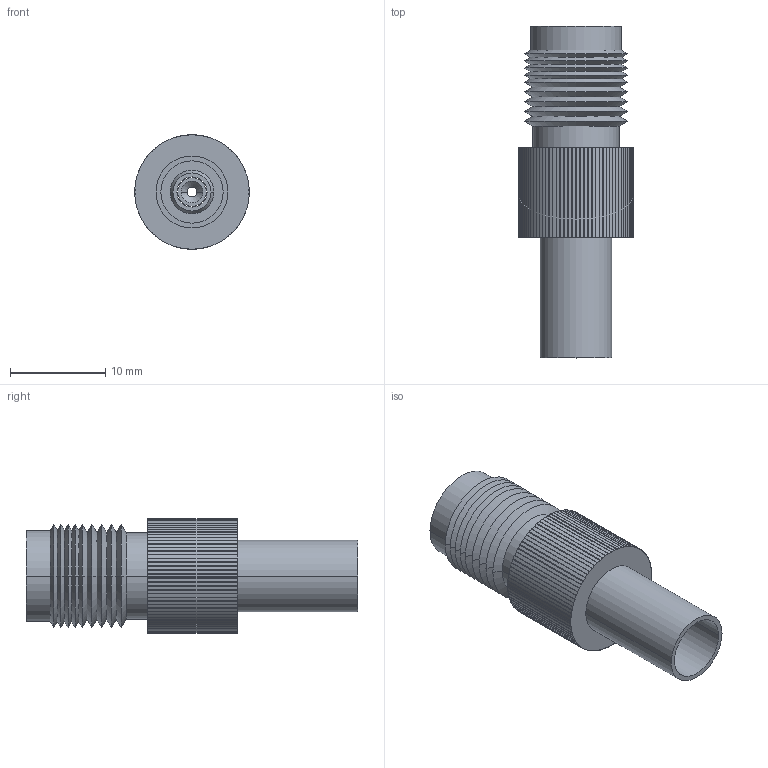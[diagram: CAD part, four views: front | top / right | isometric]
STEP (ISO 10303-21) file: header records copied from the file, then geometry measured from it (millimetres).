
FILE_DESCRIPTION (( 'STEP AP214' ), '1' );
FILE_NAME ('BAC513.STEP', '2006-08-25T19:51:16', ( 'L-COM' ), ( 'L-COM' ), 'SwSTEP 2.0', 'SolidWorks 2006052', '' );
FILE_SCHEMA (( 'AUTOMOTIVE_DESIGN' ));
Length unit declared in the file: inch
Products named in the file (4): BAC513-MA2; BAC513-MA1; BAC513
Assembly tree (3 placements, depth 2):
  BAC513
    BAC513-MA1
    BAC513
    BAC513-MA2
Bounding box: 12.04 x 34.9 x 12.04 mm (x, y, z)
Volume: 1784.8 mm3; surface area: 2689.3 mm2
Topology: 3 solids, 3 shells, 334 faces, 913 edges, 592 vertices
Faces by surface type: cylinder 253, cone 48, plane 29, torus 4
Entity records: 11118 total; most frequent: DIRECTION 2145, CARTESIAN_POINT 1941, ORIENTED_EDGE 1826, AXIS2_PLACEMENT_3D 916, EDGE_CURVE 913, VERTEX_POINT 592, CIRCLE 576, EDGE_LOOP 347
